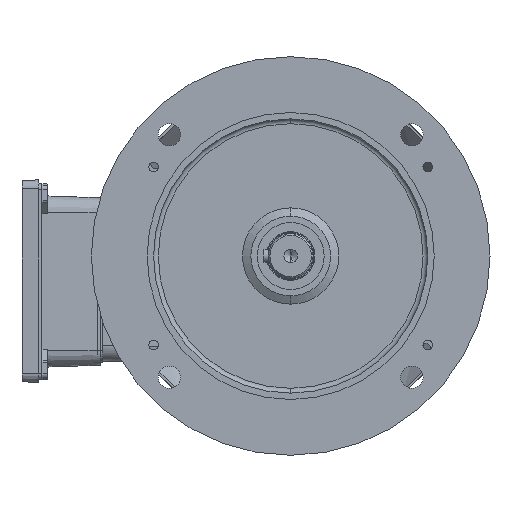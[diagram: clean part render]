
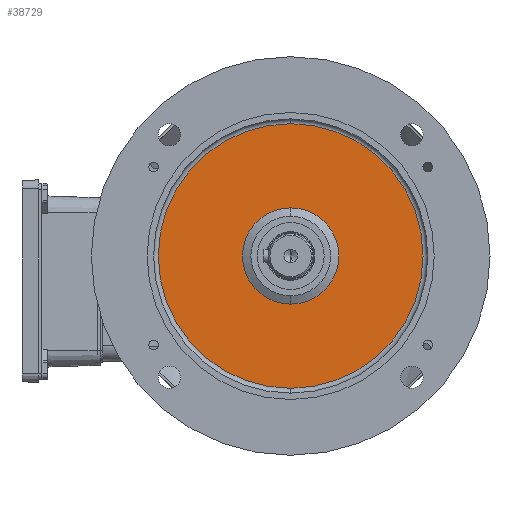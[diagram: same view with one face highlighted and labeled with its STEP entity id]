
A CAD part, left-side view. The second image highlights one B-rep face of the part: STEP entity #38729.
In plain terms, the highlighted planar face has unit normal (-1, 0, 0).
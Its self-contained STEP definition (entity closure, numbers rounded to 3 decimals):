
#1708 = CIRCLE ( 'NONE', #77775, 83. ) ;
#12324 = EDGE_CURVE ( 'NONE', #15930, #85721, #46638, .T. ) ;
#15575 = DIRECTION ( 'NONE',  ( 0., 0., 1. ) ) ;
#15930 = VERTEX_POINT ( 'NONE', #100234 ) ;
#16072 = CARTESIAN_POINT ( 'NONE',  ( 12., 0., 30.196 ) ) ;
#18136 = FACE_OUTER_BOUND ( 'NONE', #106397, .T. ) ;
#18690 = CARTESIAN_POINT ( 'NONE',  ( 12., 30.196, 0. ) ) ;
#21083 = DIRECTION ( 'NONE',  ( 0., 0., 1. ) ) ;
#23444 = DIRECTION ( 'NONE',  ( -1., 0., 0. ) ) ;
#25328 = ORIENTED_EDGE ( 'NONE', *, *, #72137, .T. ) ;
#27503 = DIRECTION ( 'NONE',  ( 0., 0., 1. ) ) ;
#28992 = AXIS2_PLACEMENT_3D ( 'NONE', #63233, #104298, #21083 ) ;
#34220 = PLANE ( 'NONE',  #88551 ) ;
#34731 = EDGE_CURVE ( 'NONE', #106917, #63609, #62631, .T. ) ;
#38729 = ADVANCED_FACE ( 'NONE', ( #85795, #18136 ), #34220, .F. ) ;
#45781 = AXIS2_PLACEMENT_3D ( 'NONE', #92096, #101525, #15575 ) ;
#46638 = CIRCLE ( 'NONE', #92728, 83. ) ;
#48394 = DIRECTION ( 'NONE',  ( 0., 0., 1. ) ) ;
#62161 = EDGE_LOOP ( 'NONE', ( #70363, #72414 ) ) ;
#62631 = CIRCLE ( 'NONE', #28992, 30.196 ) ;
#63233 = CARTESIAN_POINT ( 'NONE',  ( 12., 0., 0. ) ) ;
#63609 = VERTEX_POINT ( 'NONE', #16072 ) ;
#65663 = ORIENTED_EDGE ( 'NONE', *, *, #12324, .T. ) ;
#69629 = CARTESIAN_POINT ( 'NONE',  ( 12., 0., 0. ) ) ;
#70363 = ORIENTED_EDGE ( 'NONE', *, *, #34731, .F. ) ;
#70637 = EDGE_CURVE ( 'NONE', #63609, #106917, #86506, .T. ) ;
#71502 = CARTESIAN_POINT ( 'NONE',  ( 12., 0., 83. ) ) ;
#72137 = EDGE_CURVE ( 'NONE', #85721, #15930, #1708, .T. ) ;
#72281 = CARTESIAN_POINT ( 'NONE',  ( 12., 0., 0. ) ) ;
#72414 = ORIENTED_EDGE ( 'NONE', *, *, #70637, .F. ) ;
#77775 = AXIS2_PLACEMENT_3D ( 'NONE', #69629, #103481, #27503 ) ;
#85721 = VERTEX_POINT ( 'NONE', #71502 ) ;
#85795 = FACE_BOUND ( 'NONE', #62161, .T. ) ;
#86506 = CIRCLE ( 'NONE', #45781, 30.196 ) ;
#88551 = AXIS2_PLACEMENT_3D ( 'NONE', #18690, #94113, #93571 ) ;
#92096 = CARTESIAN_POINT ( 'NONE',  ( 12., 0., 0. ) ) ;
#92728 = AXIS2_PLACEMENT_3D ( 'NONE', #72281, #23444, #48394 ) ;
#93571 = DIRECTION ( 'NONE',  ( 0., 0., -1. ) ) ;
#94113 = DIRECTION ( 'NONE',  ( 1., 0., 0. ) ) ;
#100234 = CARTESIAN_POINT ( 'NONE',  ( 12., 0., -83. ) ) ;
#101525 = DIRECTION ( 'NONE',  ( -1., 0., 0. ) ) ;
#103481 = DIRECTION ( 'NONE',  ( -1., 0., 0. ) ) ;
#104298 = DIRECTION ( 'NONE',  ( -1., 0., 0. ) ) ;
#106397 = EDGE_LOOP ( 'NONE', ( #25328, #65663 ) ) ;
#106917 = VERTEX_POINT ( 'NONE', #108223 ) ;
#108223 = CARTESIAN_POINT ( 'NONE',  ( 12., 0., -30.196 ) ) ;
